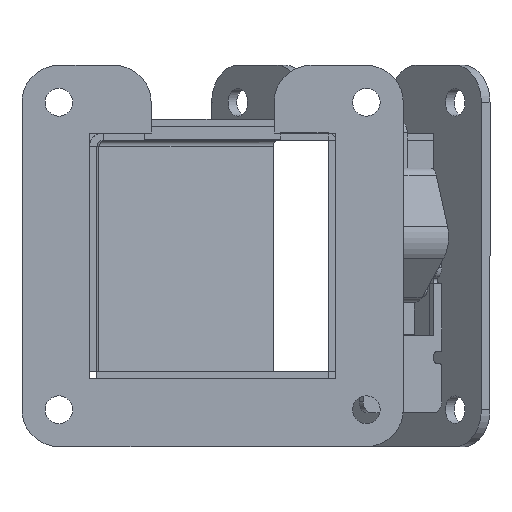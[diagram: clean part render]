
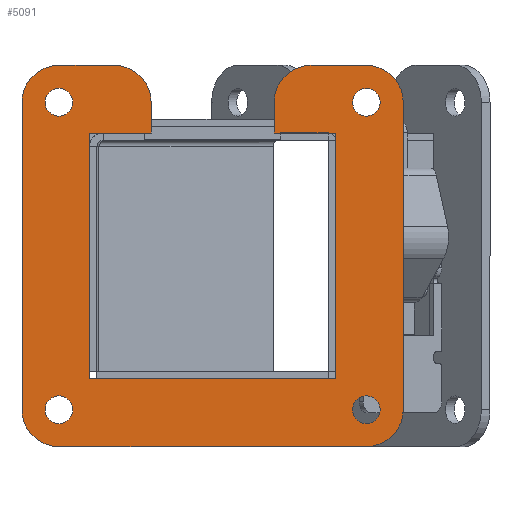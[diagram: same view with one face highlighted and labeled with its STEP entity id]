
A CAD part, left-side view. The second image highlights one B-rep face of the part: STEP entity #5091.
In plain terms, the highlighted face is planar.
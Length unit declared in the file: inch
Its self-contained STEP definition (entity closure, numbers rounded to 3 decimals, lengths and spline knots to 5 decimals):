
#124=FACE_BOUND('',#1004,.T.);
#125=FACE_BOUND('',#1005,.T.);
#126=FACE_BOUND('',#1006,.T.);
#127=FACE_BOUND('',#1007,.T.);
#280=CIRCLE('',#5507,0.14063);
#282=CIRCLE('',#5510,0.14063);
#284=CIRCLE('',#5513,0.14063);
#286=CIRCLE('',#5516,0.14063);
#288=CIRCLE('',#5522,0.375);
#290=CIRCLE('',#5526,0.375);
#292=CIRCLE('',#5530,0.375);
#294=CIRCLE('',#5534,0.375);
#296=CIRCLE('',#5538,0.375);
#298=CIRCLE('',#5542,0.375);
#686=FACE_OUTER_BOUND('',#1003,.T.);
#1003=EDGE_LOOP('',(#4340,#4341,#4342,#4343,#4344,#4345,#4346,#4347,#4348,
#4349,#4350,#4351,#4352,#4353,#4354,#4355,#4356,#4357));
#1004=EDGE_LOOP('',(#4358));
#1005=EDGE_LOOP('',(#4359));
#1006=EDGE_LOOP('',(#4360));
#1007=EDGE_LOOP('',(#4361));
#1452=LINE('',#8502,#1953);
#1456=LINE('',#8510,#1957);
#1459=LINE('',#8516,#1960);
#1463=LINE('',#8528,#1964);
#1467=LINE('',#8540,#1968);
#1471=LINE('',#8552,#1972);
#1475=LINE('',#8564,#1976);
#1479=LINE('',#8576,#1980);
#1483=LINE('',#8588,#1984);
#1486=LINE('',#8594,#1987);
#1489=LINE('',#8600,#1990);
#1492=LINE('',#8605,#1993);
#1953=VECTOR('',#6795,2.5);
#1957=VECTOR('',#6801,0.625);
#1960=VECTOR('',#6806,0.3125);
#1964=VECTOR('',#6818,0.5625);
#1968=VECTOR('',#6830,3.125);
#1972=VECTOR('',#6842,3.125);
#1976=VECTOR('',#6854,3.125);
#1980=VECTOR('',#6866,0.5625);
#1984=VECTOR('',#6878,0.3125);
#1987=VECTOR('',#6883,0.625);
#1990=VECTOR('',#6888,2.5);
#1993=VECTOR('',#6893,2.5);
#2393=VERTEX_POINT('',#8480);
#2395=VERTEX_POINT('',#8485);
#2397=VERTEX_POINT('',#8490);
#2399=VERTEX_POINT('',#8495);
#2401=VERTEX_POINT('',#8500);
#2402=VERTEX_POINT('',#8501);
#2405=VERTEX_POINT('',#8509);
#2407=VERTEX_POINT('',#8515);
#2409=VERTEX_POINT('',#8521);
#2411=VERTEX_POINT('',#8527);
#2413=VERTEX_POINT('',#8533);
#2415=VERTEX_POINT('',#8539);
#2417=VERTEX_POINT('',#8545);
#2419=VERTEX_POINT('',#8551);
#2421=VERTEX_POINT('',#8557);
#2423=VERTEX_POINT('',#8563);
#2425=VERTEX_POINT('',#8569);
#2427=VERTEX_POINT('',#8575);
#2429=VERTEX_POINT('',#8581);
#2431=VERTEX_POINT('',#8587);
#2433=VERTEX_POINT('',#8593);
#2435=VERTEX_POINT('',#8599);
#3028=EDGE_CURVE('',#2393,#2393,#280,.T.);
#3030=EDGE_CURVE('',#2395,#2395,#282,.T.);
#3032=EDGE_CURVE('',#2397,#2397,#284,.T.);
#3034=EDGE_CURVE('',#2399,#2399,#286,.T.);
#3036=EDGE_CURVE('',#2401,#2402,#1452,.T.);
#3040=EDGE_CURVE('',#2402,#2405,#1456,.T.);
#3043=EDGE_CURVE('',#2405,#2407,#1459,.T.);
#3046=EDGE_CURVE('',#2407,#2409,#288,.T.);
#3049=EDGE_CURVE('',#2409,#2411,#1463,.T.);
#3052=EDGE_CURVE('',#2411,#2413,#290,.T.);
#3055=EDGE_CURVE('',#2413,#2415,#1467,.T.);
#3058=EDGE_CURVE('',#2415,#2417,#292,.T.);
#3061=EDGE_CURVE('',#2417,#2419,#1471,.T.);
#3064=EDGE_CURVE('',#2419,#2421,#294,.T.);
#3067=EDGE_CURVE('',#2421,#2423,#1475,.T.);
#3070=EDGE_CURVE('',#2423,#2425,#296,.T.);
#3073=EDGE_CURVE('',#2425,#2427,#1479,.T.);
#3076=EDGE_CURVE('',#2427,#2429,#298,.T.);
#3079=EDGE_CURVE('',#2429,#2431,#1483,.T.);
#3082=EDGE_CURVE('',#2431,#2433,#1486,.T.);
#3085=EDGE_CURVE('',#2433,#2435,#1489,.T.);
#3088=EDGE_CURVE('',#2435,#2401,#1492,.T.);
#4340=ORIENTED_EDGE('',*,*,#3036,.F.);
#4341=ORIENTED_EDGE('',*,*,#3088,.F.);
#4342=ORIENTED_EDGE('',*,*,#3085,.F.);
#4343=ORIENTED_EDGE('',*,*,#3082,.F.);
#4344=ORIENTED_EDGE('',*,*,#3079,.F.);
#4345=ORIENTED_EDGE('',*,*,#3076,.F.);
#4346=ORIENTED_EDGE('',*,*,#3073,.F.);
#4347=ORIENTED_EDGE('',*,*,#3070,.F.);
#4348=ORIENTED_EDGE('',*,*,#3067,.F.);
#4349=ORIENTED_EDGE('',*,*,#3064,.F.);
#4350=ORIENTED_EDGE('',*,*,#3061,.F.);
#4351=ORIENTED_EDGE('',*,*,#3058,.F.);
#4352=ORIENTED_EDGE('',*,*,#3055,.F.);
#4353=ORIENTED_EDGE('',*,*,#3052,.F.);
#4354=ORIENTED_EDGE('',*,*,#3049,.F.);
#4355=ORIENTED_EDGE('',*,*,#3046,.F.);
#4356=ORIENTED_EDGE('',*,*,#3043,.F.);
#4357=ORIENTED_EDGE('',*,*,#3040,.F.);
#4358=ORIENTED_EDGE('',*,*,#3028,.T.);
#4359=ORIENTED_EDGE('',*,*,#3030,.T.);
#4360=ORIENTED_EDGE('',*,*,#3032,.T.);
#4361=ORIENTED_EDGE('',*,*,#3034,.T.);
#4638=PLANE('',#5548);
#5091=ADVANCED_FACE('',(#686,#124,#125,#126,#127),#4638,.T.);
#5507=AXIS2_PLACEMENT_3D('',#8481,#6771,#6772);
#5510=AXIS2_PLACEMENT_3D('',#8486,#6777,#6778);
#5513=AXIS2_PLACEMENT_3D('',#8491,#6783,#6784);
#5516=AXIS2_PLACEMENT_3D('',#8496,#6789,#6790);
#5522=AXIS2_PLACEMENT_3D('',#8522,#6811,#6812);
#5526=AXIS2_PLACEMENT_3D('',#8534,#6823,#6824);
#5530=AXIS2_PLACEMENT_3D('',#8546,#6835,#6836);
#5534=AXIS2_PLACEMENT_3D('',#8558,#6847,#6848);
#5538=AXIS2_PLACEMENT_3D('',#8570,#6859,#6860);
#5542=AXIS2_PLACEMENT_3D('',#8582,#6871,#6872);
#5548=AXIS2_PLACEMENT_3D('',#8607,#6895,#6896);
#6771=DIRECTION('center_axis',(0.,0.,-1.));
#6772=DIRECTION('ref_axis',(-1.,0.,0.));
#6777=DIRECTION('center_axis',(0.,0.,-1.));
#6778=DIRECTION('ref_axis',(-1.,0.,0.));
#6783=DIRECTION('center_axis',(0.,0.,-1.));
#6784=DIRECTION('ref_axis',(-1.,0.,0.));
#6789=DIRECTION('center_axis',(0.,0.,-1.));
#6790=DIRECTION('ref_axis',(-1.,0.,0.));
#6795=DIRECTION('',(0.,1.,0.));
#6801=DIRECTION('',(-1.,0.,0.));
#6806=DIRECTION('',(0.,1.,0.));
#6811=DIRECTION('center_axis',(0.,0.,-1.));
#6812=DIRECTION('ref_axis',(0.,-1.,0.));
#6818=DIRECTION('',(1.,0.,0.));
#6823=DIRECTION('center_axis',(0.,0.,-1.));
#6824=DIRECTION('ref_axis',(-1.,0.,0.));
#6830=DIRECTION('',(0.,-1.,0.));
#6835=DIRECTION('center_axis',(0.,0.,-1.));
#6836=DIRECTION('ref_axis',(0.,1.,0.));
#6842=DIRECTION('',(-1.,0.,0.));
#6847=DIRECTION('center_axis',(0.,0.,-1.));
#6848=DIRECTION('ref_axis',(1.,0.,0.));
#6854=DIRECTION('',(0.,1.,0.));
#6859=DIRECTION('center_axis',(0.,0.,-1.));
#6860=DIRECTION('ref_axis',(0.,-1.,0.));
#6866=DIRECTION('',(1.,0.,0.));
#6871=DIRECTION('center_axis',(0.,0.,-1.));
#6872=DIRECTION('ref_axis',(-1.,0.,0.));
#6878=DIRECTION('',(0.,-1.,0.));
#6883=DIRECTION('',(-1.,0.,0.));
#6888=DIRECTION('',(0.,-1.,0.));
#6893=DIRECTION('',(1.,0.,0.));
#6895=DIRECTION('center_axis',(0.,0.,1.));
#6896=DIRECTION('ref_axis',(1.,0.,0.));
#8480=CARTESIAN_POINT('',(-1.42188,1.5625,0.125));
#8481=CARTESIAN_POINT('Origin',(-1.5625,1.5625,0.125));
#8485=CARTESIAN_POINT('',(-1.42188,-1.5625,0.125));
#8486=CARTESIAN_POINT('Origin',(-1.5625,-1.5625,0.125));
#8490=CARTESIAN_POINT('',(1.70313,-1.5625,0.125));
#8491=CARTESIAN_POINT('Origin',(1.5625,-1.5625,0.125));
#8495=CARTESIAN_POINT('',(1.70313,1.5625,0.125));
#8496=CARTESIAN_POINT('Origin',(1.5625,1.5625,0.125));
#8500=CARTESIAN_POINT('',(1.25,-1.25,0.125));
#8501=CARTESIAN_POINT('',(1.25,1.25,0.125));
#8502=CARTESIAN_POINT('',(1.25,-1.25,0.125));
#8509=CARTESIAN_POINT('',(0.625,1.25,0.125));
#8510=CARTESIAN_POINT('',(1.25,1.25,0.125));
#8515=CARTESIAN_POINT('',(0.625,1.5625,0.125));
#8516=CARTESIAN_POINT('',(0.625,1.25,0.125));
#8521=CARTESIAN_POINT('',(1.,1.9375,0.125));
#8522=CARTESIAN_POINT('Origin',(1.,1.5625,0.125));
#8527=CARTESIAN_POINT('',(1.5625,1.9375,0.125));
#8528=CARTESIAN_POINT('',(1.,1.9375,0.125));
#8533=CARTESIAN_POINT('',(1.9375,1.5625,0.125));
#8534=CARTESIAN_POINT('Origin',(1.5625,1.5625,0.125));
#8539=CARTESIAN_POINT('',(1.9375,-1.5625,0.125));
#8540=CARTESIAN_POINT('',(1.9375,1.5625,0.125));
#8545=CARTESIAN_POINT('',(1.5625,-1.9375,0.125));
#8546=CARTESIAN_POINT('Origin',(1.5625,-1.5625,0.125));
#8551=CARTESIAN_POINT('',(-1.5625,-1.9375,0.125));
#8552=CARTESIAN_POINT('',(1.5625,-1.9375,0.125));
#8557=CARTESIAN_POINT('',(-1.9375,-1.5625,0.125));
#8558=CARTESIAN_POINT('Origin',(-1.5625,-1.5625,0.125));
#8563=CARTESIAN_POINT('',(-1.9375,1.5625,0.125));
#8564=CARTESIAN_POINT('',(-1.9375,-1.5625,0.125));
#8569=CARTESIAN_POINT('',(-1.5625,1.9375,0.125));
#8570=CARTESIAN_POINT('Origin',(-1.5625,1.5625,0.125));
#8575=CARTESIAN_POINT('',(-1.,1.9375,0.125));
#8576=CARTESIAN_POINT('',(-1.5625,1.9375,0.125));
#8581=CARTESIAN_POINT('',(-0.625,1.5625,0.125));
#8582=CARTESIAN_POINT('Origin',(-1.,1.5625,0.125));
#8587=CARTESIAN_POINT('',(-0.625,1.25,0.125));
#8588=CARTESIAN_POINT('',(-0.625,1.5625,0.125));
#8593=CARTESIAN_POINT('',(-1.25,1.25,0.125));
#8594=CARTESIAN_POINT('',(-0.625,1.25,0.125));
#8599=CARTESIAN_POINT('',(-1.25,-1.25,0.125));
#8600=CARTESIAN_POINT('',(-1.25,1.25,0.125));
#8605=CARTESIAN_POINT('',(-1.25,-1.25,0.125));
#8607=CARTESIAN_POINT('Origin',(0.,-0.10434,
0.125));
